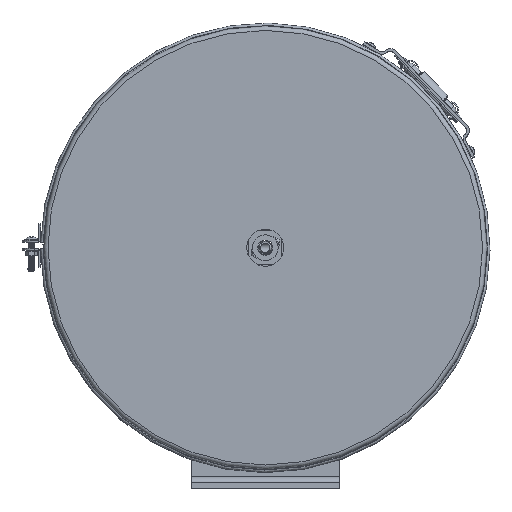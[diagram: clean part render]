
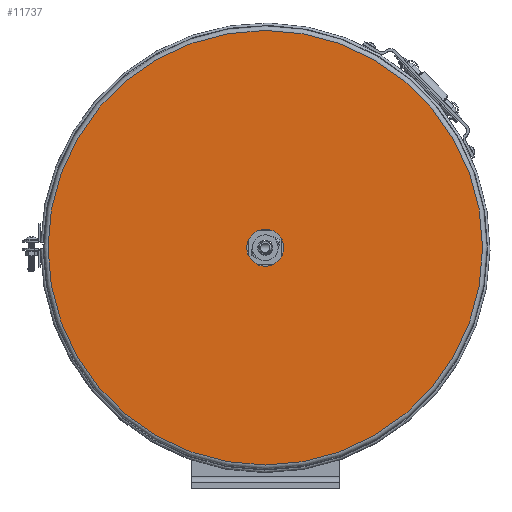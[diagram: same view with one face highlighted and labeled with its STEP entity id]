
A CAD part, top view. The second image highlights one B-rep face of the part: STEP entity #11737.
In plain terms, the highlighted planar face has unit normal (0, 0, 1).
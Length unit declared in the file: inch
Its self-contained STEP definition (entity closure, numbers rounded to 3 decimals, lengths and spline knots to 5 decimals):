
#3059=FACE_BOUND('',#3630,.T.);
#3244=FACE_OUTER_BOUND('',#3629,.T.);
#3629=EDGE_LOOP('',(#10340));
#3630=EDGE_LOOP('',(#10341));
#3983=CIRCLE('',#12351,8.7922);
#3984=CIRCLE('',#12353,0.75);
#5670=VERTEX_POINT('',#20311);
#5671=VERTEX_POINT('',#20314);
#7895=EDGE_CURVE('',#5670,#5670,#3983,.T.);
#7896=EDGE_CURVE('',#5671,#5671,#3984,.T.);
#10340=ORIENTED_EDGE('',*,*,#7895,.T.);
#10341=ORIENTED_EDGE('',*,*,#7896,.F.);
#11297=PLANE('',#12352);
#11737=ADVANCED_FACE('',(#3244,#3059),#11297,.T.);
#12351=AXIS2_PLACEMENT_3D('',#20312,#14086,#14087);
#12352=AXIS2_PLACEMENT_3D('',#20313,#14088,#14089);
#12353=AXIS2_PLACEMENT_3D('',#20315,#14090,#14091);
#14086=DIRECTION('center_axis',(0.,0.,
1.));
#14087=DIRECTION('ref_axis',(0.,-1.,0.));
#14088=DIRECTION('center_axis',(0.,0.,
1.));
#14089=DIRECTION('ref_axis',(1.,0.,0.));
#14090=DIRECTION('center_axis',(0.,0.,
1.));
#14091=DIRECTION('ref_axis',(0.,-1.,0.));
#20311=CARTESIAN_POINT('',(5.40085,3.36685,-15.83908));
#20312=CARTESIAN_POINT('Origin',(5.40085,12.15905,-15.83908));
#20313=CARTESIAN_POINT('Origin',(5.40085,7.38795,-15.83908));
#20314=CARTESIAN_POINT('',(5.40085,11.40905,-15.83908));
#20315=CARTESIAN_POINT('Origin',(5.40085,12.15905,-15.83908));
